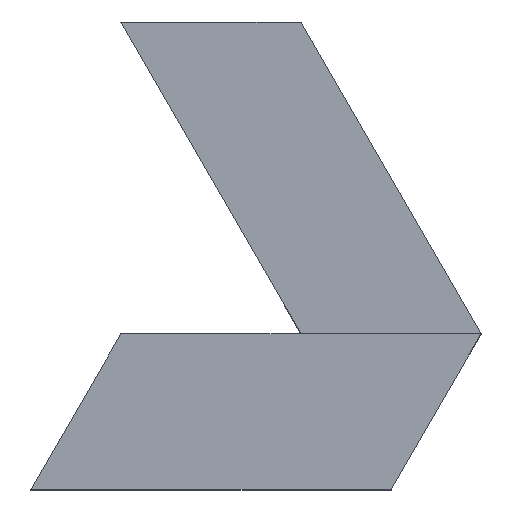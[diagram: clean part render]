
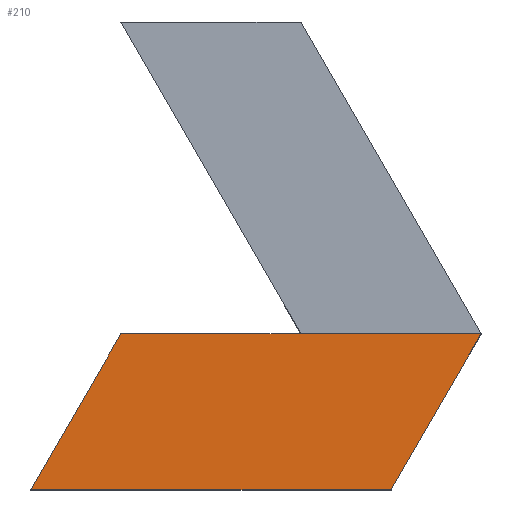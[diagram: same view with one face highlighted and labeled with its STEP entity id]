
A CAD part, top view. The second image highlights one B-rep face of the part: STEP entity #210.
In plain terms, the highlighted planar face has unit normal (0, 0, 1).
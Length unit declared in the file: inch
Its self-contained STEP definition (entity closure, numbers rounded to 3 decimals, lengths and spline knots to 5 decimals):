
#38=FACE_OUTER_BOUND('',#50,.T.);
#50=EDGE_LOOP('',(#183,#184,#185,#186));
#63=LINE('',#319,#87);
#70=LINE('',#334,#94);
#73=LINE('',#338,#97);
#74=LINE('',#340,#98);
#87=VECTOR('',#260,1.1547);
#94=VECTOR('',#271,1.1547);
#97=VECTOR('',#276,2.30965);
#98=VECTOR('',#279,2.30965);
#107=VERTEX_POINT('',#317);
#108=VERTEX_POINT('',#318);
#113=VERTEX_POINT('',#332);
#114=VERTEX_POINT('',#333);
#127=EDGE_CURVE('',#107,#108,#63,.T.);
#134=EDGE_CURVE('',#113,#114,#70,.T.);
#137=EDGE_CURVE('',#107,#114,#73,.T.);
#138=EDGE_CURVE('',#113,#108,#74,.T.);
#183=ORIENTED_EDGE('',*,*,#127,.F.);
#184=ORIENTED_EDGE('',*,*,#137,.T.);
#185=ORIENTED_EDGE('',*,*,#134,.F.);
#186=ORIENTED_EDGE('',*,*,#138,.T.);
#198=PLANE('',#226);
#210=ADVANCED_FACE('',(#38),#198,.T.);
#226=AXIS2_PLACEMENT_3D('',#341,#280,#281);
#260=DIRECTION('',(0.5,0.866,0.));
#271=DIRECTION('',(-0.5,-0.866,0.));
#276=DIRECTION('',(1.,0.,0.));
#279=DIRECTION('',(-1.,0.,0.));
#280=DIRECTION('center_axis',(0.,0.,1.));
#281=DIRECTION('ref_axis',(1.,0.,0.));
#317=CARTESIAN_POINT('',(0.,0.,0.75));
#318=CARTESIAN_POINT('',(0.57735,1.,0.75));
#319=CARTESIAN_POINT('',(0.43303,0.75003,0.75));
#332=CARTESIAN_POINT('',(2.887,1.,0.75));
#333=CARTESIAN_POINT('',(2.30965,0.,0.75));
#334=CARTESIAN_POINT('',(2.45397,0.24997,0.75));
#338=CARTESIAN_POINT('',(0.,0.,0.75));
#340=CARTESIAN_POINT('',(2.887,1.,0.75));
#341=CARTESIAN_POINT('Origin',(1.4435,0.5,0.75));
